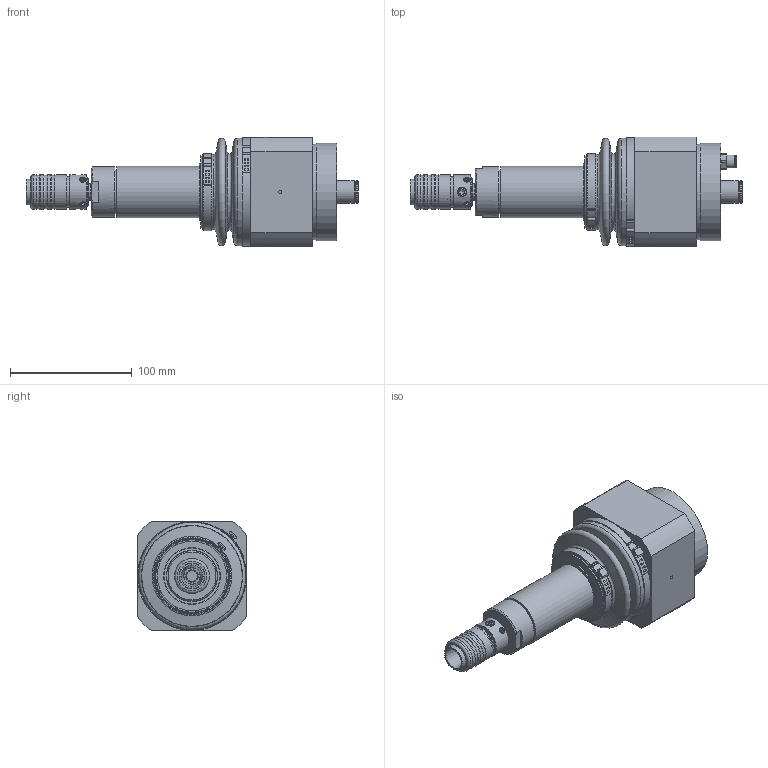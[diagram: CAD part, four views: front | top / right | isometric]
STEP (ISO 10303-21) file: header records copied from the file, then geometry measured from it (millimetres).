
FILE_DESCRIPTION(/* description */ (''),/* implementation_level */ '2;1');
FILE_NAME(/* name */ 'ESR 50 WS_60051675.stp',/* time_stamp */ '2015-06-24T08:41:46+02:00',/* author */ ('ekoch'),/* organization */ (''),/* preprocessor_version */ 'ST-DEVELOPER v15.2',/* originating_system */ 'Autodesk Inventor 2014',/* authorisation */ '');
FILE_SCHEMA (('AUTOMOTIVE_DESIGN { 1 0 10303 214 3 1 1 }'));
Length unit declared in the file: millimetre
Products named in the file (1): ESR 50 WS_60051675
Bounding box: 272.4 x 90 x 90 mm (x, y, z)
Volume: 973638.1 mm3; surface area: 254606.9 mm2
Topology: 26 solids, 28 shells, 912 faces, 2253 edges, 1446 vertices
Faces by surface type: cylinder 440, plane 298, cone 120, torus 41, bspline 12, sphere 1
Full cylindrical faces by diameter (mm): 2.5 x2, 3 x4, 3.5 x4, 4.134 x4, 4.917 x4, 5 x8, 5.25 x2, 5.6 x2, 6 x16, 6.1 x1, 6.188 x1, 6.647 x2, 7.2 x1, 8 x2, 8.05 x1, 8.565 x1, 8.566 x1, 9 x1, 9.728 x1, 9.9 x1, 10.6 x1, 11.2 x1, 12 x2, 12.281 x1, 12.7 x1, 13.2 x1, 13.8 x1, 13.9 x1, 14 x3, 14.5 x1
Entity records: 28780 total; most frequent: CARTESIAN_POINT 7256, DIRECTION 4594, ORIENTED_EDGE 3728, AXIS2_PLACEMENT_3D 1973, EDGE_CURVE 1864, EDGE_LOOP 1373, VERTEX_POINT 1357, CIRCLE 1072
